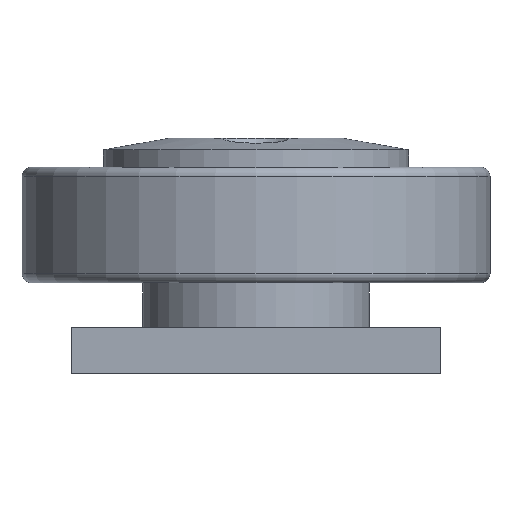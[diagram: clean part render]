
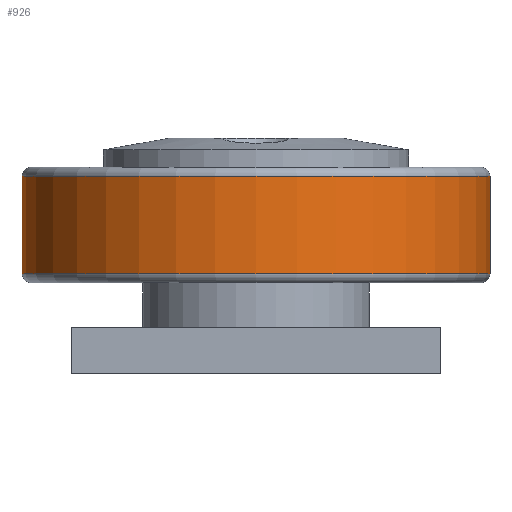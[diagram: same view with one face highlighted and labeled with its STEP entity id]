
A CAD part, left-side view. The second image highlights one B-rep face of the part: STEP entity #926.
In plain terms, the highlighted cylindrical face has radius 50.6 mm (diameter 101.2 mm), a full revolution.
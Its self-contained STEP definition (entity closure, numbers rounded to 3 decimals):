
#31=CYLINDRICAL_SURFACE('',#1034,50.6);
#107=FACE_OUTER_BOUND('',#176,.T.);
#176=EDGE_LOOP('',(#758,#759,#760,#761,#762,#763,#764,#765));
#231=LINE('',#1515,#298);
#298=VECTOR('',#1238,50.6);
#376=CIRCLE('',#1028,50.6);
#377=CIRCLE('',#1029,50.6);
#381=CIRCLE('',#1033,50.6);
#382=CIRCLE('',#1035,50.6);
#383=CIRCLE('',#1036,50.6);
#384=CIRCLE('',#1037,50.6);
#448=VERTEX_POINT('',#1498);
#449=VERTEX_POINT('',#1499);
#450=VERTEX_POINT('',#1501);
#453=VERTEX_POINT('',#1510);
#454=VERTEX_POINT('',#1511);
#455=VERTEX_POINT('',#1513);
#559=EDGE_CURVE('',#448,#449,#376,.T.);
#560=EDGE_CURVE('',#449,#450,#377,.T.);
#564=EDGE_CURVE('',#450,#448,#381,.T.);
#565=EDGE_CURVE('',#453,#454,#382,.T.);
#566=EDGE_CURVE('',#455,#453,#383,.T.);
#567=EDGE_CURVE('',#455,#449,#231,.T.);
#568=EDGE_CURVE('',#454,#455,#384,.T.);
#758=ORIENTED_EDGE('',*,*,#565,.F.);
#759=ORIENTED_EDGE('',*,*,#566,.F.);
#760=ORIENTED_EDGE('',*,*,#567,.T.);
#761=ORIENTED_EDGE('',*,*,#559,.F.);
#762=ORIENTED_EDGE('',*,*,#564,.F.);
#763=ORIENTED_EDGE('',*,*,#560,.F.);
#764=ORIENTED_EDGE('',*,*,#567,.F.);
#765=ORIENTED_EDGE('',*,*,#568,.F.);
#926=ADVANCED_FACE('',(#107),#31,.T.);
#1028=AXIS2_PLACEMENT_3D('',#1500,#1220,#1221);
#1029=AXIS2_PLACEMENT_3D('',#1502,#1222,#1223);
#1033=AXIS2_PLACEMENT_3D('',#1508,#1230,#1231);
#1034=AXIS2_PLACEMENT_3D('',#1509,#1232,#1233);
#1035=AXIS2_PLACEMENT_3D('',#1512,#1234,#1235);
#1036=AXIS2_PLACEMENT_3D('',#1514,#1236,#1237);
#1037=AXIS2_PLACEMENT_3D('',#1516,#1239,#1240);
#1220=DIRECTION('center_axis',(0.,0.,
-1.));
#1221=DIRECTION('ref_axis',(0.,1.,0.));
#1222=DIRECTION('center_axis',(0.,0.,
-1.));
#1223=DIRECTION('ref_axis',(0.,1.,0.));
#1230=DIRECTION('center_axis',(0.,0.,
-1.));
#1231=DIRECTION('ref_axis',(0.,1.,0.));
#1232=DIRECTION('center_axis',(0.,0.,
1.));
#1233=DIRECTION('ref_axis',(0.,-1.,0.));
#1234=DIRECTION('center_axis',(0.,0.,
1.));
#1235=DIRECTION('ref_axis',(0.,1.,0.));
#1236=DIRECTION('center_axis',(0.,0.,
1.));
#1237=DIRECTION('ref_axis',(0.,1.,0.));
#1238=DIRECTION('',(0.,0.,-1.));
#1239=DIRECTION('center_axis',(0.,0.,
1.));
#1240=DIRECTION('ref_axis',(0.,1.,0.));
#1498=CARTESIAN_POINT('',(0.,-50.6,21.7));
#1499=CARTESIAN_POINT('',(0.,50.6,21.7));
#1500=CARTESIAN_POINT('Origin',(0.,0.,
21.7));
#1501=CARTESIAN_POINT('',(50.6,0.,21.7));
#1502=CARTESIAN_POINT('Origin',(0.,0.,
21.7));
#1508=CARTESIAN_POINT('Origin',(0.,0.,
21.7));
#1509=CARTESIAN_POINT('Origin',(0.,0.,
32.2));
#1510=CARTESIAN_POINT('',(0.,-50.6,42.7));
#1511=CARTESIAN_POINT('',(50.6,0.,42.7));
#1512=CARTESIAN_POINT('Origin',(0.,0.,
42.7));
#1513=CARTESIAN_POINT('',(0.,50.6,42.7));
#1514=CARTESIAN_POINT('Origin',(0.,0.,
42.7));
#1515=CARTESIAN_POINT('',(0.,50.6,32.2));
#1516=CARTESIAN_POINT('Origin',(0.,0.,
42.7));
